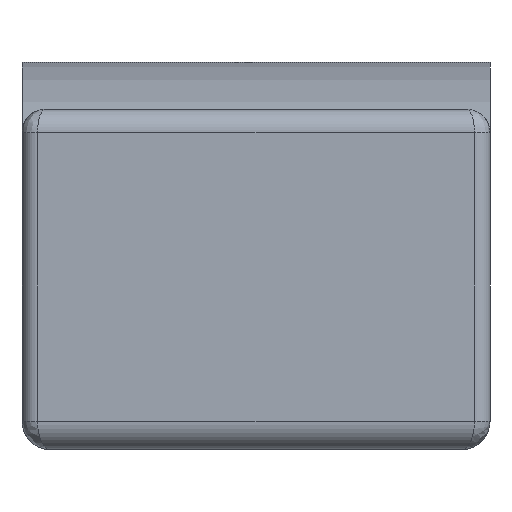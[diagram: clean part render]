
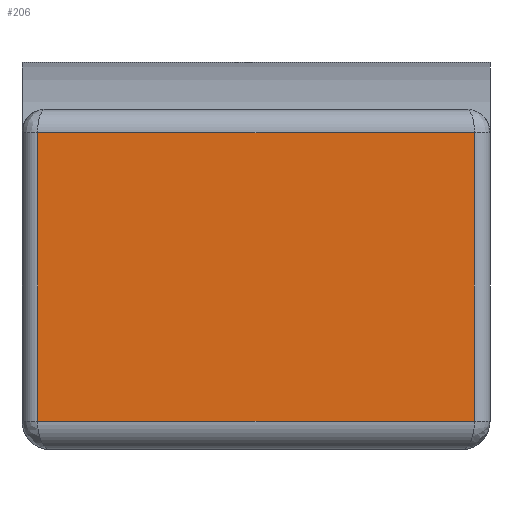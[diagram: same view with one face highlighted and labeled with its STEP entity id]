
A CAD part, front view. The second image highlights one B-rep face of the part: STEP entity #206.
In plain terms, the highlighted planar face has unit normal (0, -1, 0).
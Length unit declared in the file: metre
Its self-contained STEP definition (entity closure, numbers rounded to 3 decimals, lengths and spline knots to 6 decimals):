
#206=ADVANCED_FACE('0:181',(#378),#379,.T.);
#378=FACE_OUTER_BOUND('',#552,.T.);
#379=PLANE('',#553);
#552=EDGE_LOOP('',(#976,#977,#978,#979));
#553=AXIS2_PLACEMENT_3D('',#980,#981,#982);
#976=ORIENTED_EDGE('',*,*,#1299,.T.);
#977=ORIENTED_EDGE('',*,*,#1300,.T.);
#978=ORIENTED_EDGE('',*,*,#1301,.T.);
#979=ORIENTED_EDGE('',*,*,#1302,.T.);
#980=CARTESIAN_POINT('',(0.0,-0.00031,-0.000018));
#981=DIRECTION('',(0.0,-1.0,0.0));
#982=DIRECTION('',(0.0,0.0,-1.0));
#1299=EDGE_CURVE('0:259',#1479,#1480,#1481,.F.);
#1300=EDGE_CURVE('0:262',#1480,#1482,#1483,.T.);
#1301=EDGE_CURVE('0:265',#1482,#1484,#1485,.T.);
#1302=EDGE_CURVE('0:268',#1484,#1479,#1486,.T.);
#1479=VERTEX_POINT('',#1741);
#1480=VERTEX_POINT('',#1742);
#1481=LINE('',#1743,#1744);
#1482=VERTEX_POINT('',#1745);
#1483=LINE('',#1746,#1747);
#1484=VERTEX_POINT('',#1748);
#1485=LINE('',#1749,#1750);
#1486=LINE('',#1751,#1752);
#1741=CARTESIAN_POINT('',(-0.00014,-0.00031,0.000185));
#1742=CARTESIAN_POINT('',(-0.00014,-0.00031,0.0));
#1743=CARTESIAN_POINT('',(-0.00014,-0.00031,-0.000018));
#1744=VECTOR('',#1980,1.0);
#1745=CARTESIAN_POINT('',(0.00014,-0.00031,0.0));
#1746=CARTESIAN_POINT('',(0.0,-0.00031,0.0));
#1747=VECTOR('',#1981,1.0);
#1748=CARTESIAN_POINT('',(0.00014,-0.00031,0.000185));
#1749=CARTESIAN_POINT('',(0.00014,-0.00031,-0.000018));
#1750=VECTOR('',#1982,1.0);
#1751=CARTESIAN_POINT('',(0.0,-0.00031,0.000185));
#1752=VECTOR('',#1983,1.0);
#1980=DIRECTION('',(0.0,0.0,1.0));
#1981=DIRECTION('',(1.0,0.0,0.0));
#1982=DIRECTION('',(0.0,0.0,1.0));
#1983=DIRECTION('',(-1.0,0.0,0.0));
